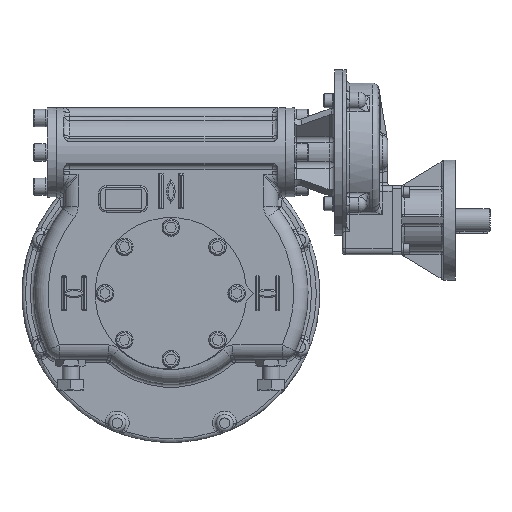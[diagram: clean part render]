
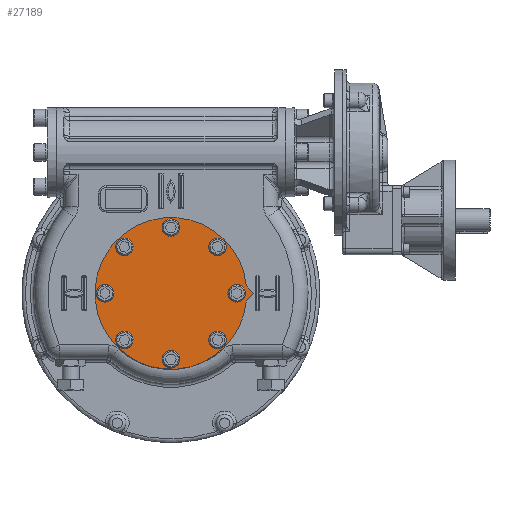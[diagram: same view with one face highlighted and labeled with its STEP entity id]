
A CAD part, top view. The second image highlights one B-rep face of the part: STEP entity #27189.
In plain terms, the highlighted planar face has unit normal (0, 0, 1).
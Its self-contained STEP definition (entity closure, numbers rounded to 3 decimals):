
#2159=CIRCLE('',#30354,132.5);
#2168=CIRCLE('',#30367,10.5);
#2169=CIRCLE('',#30368,10.5);
#2170=CIRCLE('',#30369,10.5);
#2171=CIRCLE('',#30370,10.5);
#2172=CIRCLE('',#30371,10.5);
#2173=CIRCLE('',#30372,10.5);
#2174=CIRCLE('',#30373,10.5);
#2175=CIRCLE('',#30374,10.5);
#4392=LINE('',#62236,#6382);
#4395=LINE('',#62241,#6385);
#6382=VECTOR('',#36467,1000.);
#6385=VECTOR('',#36472,1000.);
#12200=ORIENTED_EDGE('',*,*,#17371,.F.);
#12201=ORIENTED_EDGE('',*,*,#17372,.F.);
#12202=ORIENTED_EDGE('',*,*,#17373,.F.);
#12203=ORIENTED_EDGE('',*,*,#17374,.F.);
#12204=ORIENTED_EDGE('',*,*,#17375,.F.);
#12205=ORIENTED_EDGE('',*,*,#17376,.F.);
#12206=ORIENTED_EDGE('',*,*,#17377,.F.);
#12207=ORIENTED_EDGE('',*,*,#17378,.F.);
#12208=ORIENTED_EDGE('',*,*,#17356,.F.);
#12209=ORIENTED_EDGE('',*,*,#17362,.F.);
#12210=ORIENTED_EDGE('',*,*,#17359,.F.);
#17356=EDGE_CURVE('',#21100,#21101,#2159,.T.);
#17359=EDGE_CURVE('',#21101,#21103,#4392,.T.);
#17362=EDGE_CURVE('',#21103,#21100,#4395,.T.);
#17371=EDGE_CURVE('',#21112,#21112,#2168,.T.);
#17372=EDGE_CURVE('',#21113,#21113,#2169,.T.);
#17373=EDGE_CURVE('',#21114,#21114,#2170,.T.);
#17374=EDGE_CURVE('',#21115,#21115,#2171,.T.);
#17375=EDGE_CURVE('',#21116,#21116,#2172,.T.);
#17376=EDGE_CURVE('',#21117,#21117,#2173,.T.);
#17377=EDGE_CURVE('',#21118,#21118,#2174,.T.);
#17378=EDGE_CURVE('',#21119,#21119,#2175,.T.);
#21100=VERTEX_POINT('',#62229);
#21101=VERTEX_POINT('',#62231);
#21103=VERTEX_POINT('',#62237);
#21112=VERTEX_POINT('',#62261);
#21113=VERTEX_POINT('',#62263);
#21114=VERTEX_POINT('',#62265);
#21115=VERTEX_POINT('',#62267);
#21116=VERTEX_POINT('',#62269);
#21117=VERTEX_POINT('',#62271);
#21118=VERTEX_POINT('',#62273);
#21119=VERTEX_POINT('',#62275);
#23526=EDGE_LOOP('',(#12200));
#23527=EDGE_LOOP('',(#12201));
#23528=EDGE_LOOP('',(#12202));
#23529=EDGE_LOOP('',(#12203));
#23530=EDGE_LOOP('',(#12204));
#23531=EDGE_LOOP('',(#12205));
#23532=EDGE_LOOP('',(#12206));
#23533=EDGE_LOOP('',(#12207));
#23534=EDGE_LOOP('',(#12208,#12209,#12210));
#25225=FACE_BOUND('',#23526,.T.);
#25226=FACE_BOUND('',#23527,.T.);
#25227=FACE_BOUND('',#23528,.T.);
#25228=FACE_BOUND('',#23529,.T.);
#25229=FACE_BOUND('',#23530,.T.);
#25230=FACE_BOUND('',#23531,.T.);
#25231=FACE_BOUND('',#23532,.T.);
#25232=FACE_BOUND('',#23533,.T.);
#25233=FACE_BOUND('',#23534,.T.);
#26119=PLANE('',#30366);
#27189=ADVANCED_FACE('',(#25225,#25226,#25227,#25228,#25229,#25230,#25231,
#25232,#25233),#26119,.F.);
#30354=AXIS2_PLACEMENT_3D('',#62230,#36461,#36462);
#30366=AXIS2_PLACEMENT_3D('',#62259,#36491,#36492);
#30367=AXIS2_PLACEMENT_3D('',#62260,#36493,#36494);
#30368=AXIS2_PLACEMENT_3D('',#62262,#36495,#36496);
#30369=AXIS2_PLACEMENT_3D('',#62264,#36497,#36498);
#30370=AXIS2_PLACEMENT_3D('',#62266,#36499,#36500);
#30371=AXIS2_PLACEMENT_3D('',#62268,#36501,#36502);
#30372=AXIS2_PLACEMENT_3D('',#62270,#36503,#36504);
#30373=AXIS2_PLACEMENT_3D('',#62272,#36505,#36506);
#30374=AXIS2_PLACEMENT_3D('',#62274,#36507,#36508);
#36461=DIRECTION('',(0.,0.,-1.));
#36462=DIRECTION('',(1.,0.,0.));
#36467=DIRECTION('',(0.707,-0.707,0.));
#36472=DIRECTION('',(-0.707,-0.707,0.));
#36491=DIRECTION('',(0.,0.,-1.));
#36492=DIRECTION('',(-1.,0.,0.));
#36493=DIRECTION('',(0.,0.,1.));
#36494=DIRECTION('',(1.,0.,0.));
#36495=DIRECTION('',(0.,0.,1.));
#36496=DIRECTION('',(0.707,-0.707,0.));
#36497=DIRECTION('',(0.,0.,1.));
#36498=DIRECTION('',(0.,-1.,0.));
#36499=DIRECTION('',(0.,0.,1.));
#36500=DIRECTION('',(-0.707,-0.707,0.));
#36501=DIRECTION('',(0.,0.,1.));
#36502=DIRECTION('',(-1.,0.,0.));
#36503=DIRECTION('',(0.,0.,1.));
#36504=DIRECTION('',(-0.707,0.707,0.));
#36505=DIRECTION('',(0.,0.,1.));
#36506=DIRECTION('',(0.,1.,0.));
#36507=DIRECTION('',(0.,0.,1.));
#36508=DIRECTION('',(0.707,0.707,0.));
#62229=CARTESIAN_POINT('',(131.845,-13.155,70.25));
#62230=CARTESIAN_POINT('',(0.,0.,70.25));
#62231=CARTESIAN_POINT('',(131.845,13.155,70.25));
#62236=CARTESIAN_POINT('',(131.845,13.155,70.25));
#62237=CARTESIAN_POINT('',(145.,0.,70.25));
#62241=CARTESIAN_POINT('',(145.,0.,70.25));
#62259=CARTESIAN_POINT('',(0.,0.,70.25));
#62260=CARTESIAN_POINT('',(0.,115.,70.25));
#62261=CARTESIAN_POINT('',(10.5,115.,70.25));
#62262=CARTESIAN_POINT('',(81.317,81.317,70.25));
#62263=CARTESIAN_POINT('',(88.742,73.893,70.25));
#62264=CARTESIAN_POINT('',(115.,0.,70.25));
#62265=CARTESIAN_POINT('',(115.,-10.5,70.25));
#62266=CARTESIAN_POINT('',(81.317,-81.317,70.25));
#62267=CARTESIAN_POINT('',(73.893,-88.742,70.25));
#62268=CARTESIAN_POINT('',(0.,-115.,70.25));
#62269=CARTESIAN_POINT('',(-10.5,-115.,70.25));
#62270=CARTESIAN_POINT('',(-81.317,-81.317,70.25));
#62271=CARTESIAN_POINT('',(-88.742,-73.893,70.25));
#62272=CARTESIAN_POINT('',(-115.,0.,70.25));
#62273=CARTESIAN_POINT('',(-115.,10.5,70.25));
#62274=CARTESIAN_POINT('',(-81.317,81.317,70.25));
#62275=CARTESIAN_POINT('',(-73.893,88.742,70.25));
